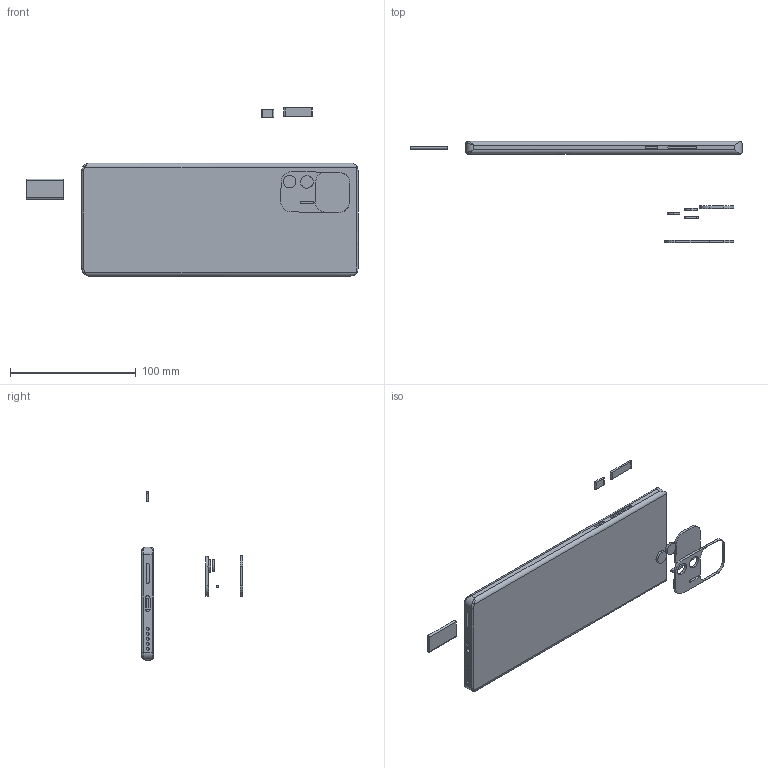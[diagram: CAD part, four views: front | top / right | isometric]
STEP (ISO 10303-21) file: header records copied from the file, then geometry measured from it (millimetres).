
FILE_DESCRIPTION (( 'STEP AP203' ), '1' );
FILE_NAME ('梊淥霧陔.STEP', '2025-01-15T04:03:06', ( '' ), ( '' ), 'SwSTEP 2.0', 'SolidWorks 2024', '' );
FILE_SCHEMA (( 'CONFIG_CONTROL_DESIGN' ));
Length unit declared in the file: millimetre
Products named in the file (9): 音量键; 小摄像头新; 大摄像头新; 手机主板; 赵振铭新; 摄像底板新; 闪光灯新; 开关键; 插槽
Assembly tree (9 placements, depth 2):
  赵振铭新
    插槽
    大摄像头新
    开关键
    闪光灯新
    摄像底板新
    手机主板
    音量键
    小摄像头新  x2
Bounding box: 264.47 x 80.56 x 133.91 mm (x, y, z)
Volume: 198746.1 mm3; surface area: 52461.5 mm2
Topology: 9 solids, 9 shells, 156 faces, 358 edges, 232 vertices
Faces by surface type: cylinder 74, plane 72, bspline 6, torus 4
Entity records: 5713 total; most frequent: CARTESIAN_POINT 1202, DIRECTION 780, ORIENTED_EDGE 696, EDGE_CURVE 348, AXIS2_PLACEMENT_3D 298, VERTEX_POINT 228, LINE 184, VECTOR 184
